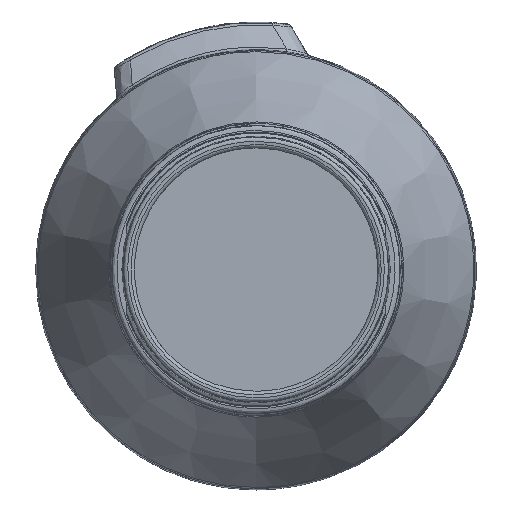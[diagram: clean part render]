
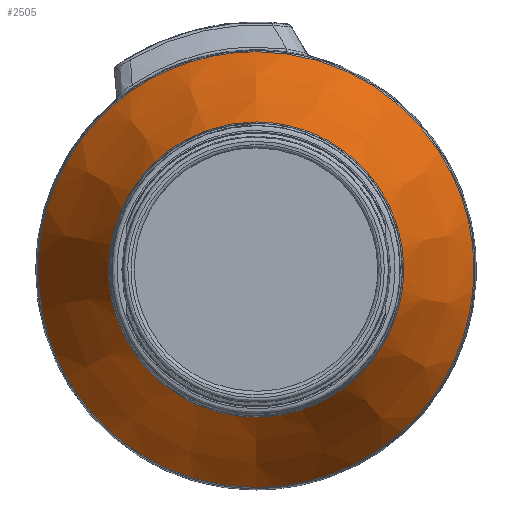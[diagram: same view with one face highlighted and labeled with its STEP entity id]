
A CAD part, front view. The second image highlights one B-rep face of the part: STEP entity #2505.
In plain terms, the highlighted conical face has half-angle 25.998 degrees and reference radius 42.893 mm.
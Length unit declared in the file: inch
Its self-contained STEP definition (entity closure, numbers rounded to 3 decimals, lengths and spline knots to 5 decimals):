
#277=FACE_OUTER_BOUND('',#449,.T.);
#449=EDGE_LOOP('',(#2032,#2033,#2034,#2035,#2036,#2037));
#746=B_SPLINE_CURVE_WITH_KNOTS('',3,(#10251,#10252,#10253,#10254,#10255,
#10256,#10257,#10258,#10259,#10260,#10261,#10262,#10263),.UNSPECIFIED.,
 .F.,.F.,(4,1,1,1,1,1,1,1,1,1,4),(0.,2.17042,4.34084,
5.78779,7.23473,8.68168,10.12863,11.57557,
13.02252,14.46946,15.19294),.UNSPECIFIED.);
#747=B_SPLINE_CURVE_WITH_KNOTS('',3,(#10264,#10265,#10266,#10267,#10268,
#10269,#10270,#10271,#10272,#10273,#10274,#10275,#10276),.UNSPECIFIED.,
 .F.,.F.,(4,1,1,1,1,1,1,1,1,1,4),(15.19294,15.91641,17.36336,
18.8103,20.25725,21.7042,23.15114,24.59809,
26.04504,28.21546,30.38588),.UNSPECIFIED.);
#748=B_SPLINE_CURVE_WITH_KNOTS('',3,(#10281,#10282,#10283,#10284,#10285,
#10286,#10287,#10288,#10289,#10290),.UNSPECIFIED.,.F.,.F.,(4,1,1,1,1,1,
1,4),(-23.27767,-21.61498,-19.95229,-17.73537,
-16.62691,-15.51845,-13.30152,-11.63883),
 .UNSPECIFIED.);
#749=B_SPLINE_CURVE_WITH_KNOTS('',3,(#10291,#10292,#10293,#10294,#10295,
#10296,#10297,#10298,#10299,#10300,#10301),.UNSPECIFIED.,.F.,.F.,(4,1,1,
1,1,1,1,1,4),(-11.63883,-11.0846,-9.97614,-8.86768,
-6.65076,-4.98807,-3.32538,-1.66269,
0.),.UNSPECIFIED.);
#909=LINE('',#10279,#920);
#920=VECTOR('',#2693,1.68872);
#1089=VERTEX_POINT('',#10245);
#1090=VERTEX_POINT('',#10250);
#1091=VERTEX_POINT('',#10278);
#1092=VERTEX_POINT('',#10280);
#1432=EDGE_CURVE('',#1089,#1090,#746,.T.);
#1433=EDGE_CURVE('',#1090,#1089,#747,.T.);
#1434=EDGE_CURVE('',#1090,#1091,#909,.T.);
#1435=EDGE_CURVE('',#1092,#1091,#748,.T.);
#1436=EDGE_CURVE('',#1091,#1092,#749,.T.);
#2032=ORIENTED_EDGE('',*,*,#1432,.F.);
#2033=ORIENTED_EDGE('',*,*,#1433,.F.);
#2034=ORIENTED_EDGE('',*,*,#1434,.T.);
#2035=ORIENTED_EDGE('',*,*,#1435,.F.);
#2036=ORIENTED_EDGE('',*,*,#1436,.F.);
#2037=ORIENTED_EDGE('',*,*,#1434,.F.);
#2414=CONICAL_SURFACE('',#2616,1.68872,0.454);
#2505=ADVANCED_FACE('',(#277),#2414,.T.);
#2616=AXIS2_PLACEMENT_3D('',#10277,#2691,#2692);
#2691=DIRECTION('center_axis',(0.,1.,0.));
#2692=DIRECTION('ref_axis',(0.,0.,1.));
#2693=DIRECTION('',(0.,-0.899,0.438));
#10245=CARTESIAN_POINT('',(0.,3.95373,2.01319));
#10250=CARTESIAN_POINT('',(0.,3.95373,-2.01317));
#10251=CARTESIAN_POINT('Ctrl Pts',(0.,3.95373,
2.01319));
#10252=CARTESIAN_POINT('Ctrl Pts',(0.30117,3.95373,2.01319));
#10253=CARTESIAN_POINT('Ctrl Pts',(0.90344,3.95373,1.87598));
#10254=CARTESIAN_POINT('Ctrl Pts',(1.54711,3.95373,1.36218));
#10255=CARTESIAN_POINT('Ctrl Pts',(1.90215,3.95373,0.7465));
#10256=CARTESIAN_POINT('Ctrl Pts',(2.03778,3.95373,0.15274));
#10257=CARTESIAN_POINT('Ctrl Pts',(1.99224,3.95373,-0.45473));
#10258=CARTESIAN_POINT('Ctrl Pts',(1.76971,3.95373,-1.02173));
#10259=CARTESIAN_POINT('Ctrl Pts',(1.38991,3.95373,-1.49797));
#10260=CARTESIAN_POINT('Ctrl Pts',(0.88663,3.95373,-1.8411));
#10261=CARTESIAN_POINT('Ctrl Pts',(0.40157,3.95373,-1.99072));
#10262=CARTESIAN_POINT('Ctrl Pts',(0.10039,3.95373,-2.01317));
#10263=CARTESIAN_POINT('Ctrl Pts',(0.,3.95373,
-2.01317));
#10264=CARTESIAN_POINT('Ctrl Pts',(0.,3.95373,
-2.01317));
#10265=CARTESIAN_POINT('Ctrl Pts',(-0.10039,3.95373,
-2.01317));
#10266=CARTESIAN_POINT('Ctrl Pts',(-0.40157,3.95373,
-1.99073));
#10267=CARTESIAN_POINT('Ctrl Pts',(-0.88664,3.95373,
-1.84112));
#10268=CARTESIAN_POINT('Ctrl Pts',(-1.38991,3.95373,-1.49797));
#10269=CARTESIAN_POINT('Ctrl Pts',(-1.76971,3.95373,-1.02173));
#10270=CARTESIAN_POINT('Ctrl Pts',(-1.99221,3.95373,-0.45473));
#10271=CARTESIAN_POINT('Ctrl Pts',(-2.03782,3.95373,0.15275));
#10272=CARTESIAN_POINT('Ctrl Pts',(-1.90213,3.95373,0.7465));
#10273=CARTESIAN_POINT('Ctrl Pts',(-1.54712,3.95373,1.36218));
#10274=CARTESIAN_POINT('Ctrl Pts',(-0.90343,3.95373,
1.87598));
#10275=CARTESIAN_POINT('Ctrl Pts',(-0.30117,3.95373,
2.01319));
#10276=CARTESIAN_POINT('Ctrl Pts',(0.,3.95373,
2.01319));
#10277=CARTESIAN_POINT('Origin',(0.,3.28839,0.));
#10278=CARTESIAN_POINT('',(0.00008,2.62304,-1.36416));
#10279=CARTESIAN_POINT('',(0.,3.28839,-1.68872));
#10280=CARTESIAN_POINT('',(0.,2.62304,1.36424));
#10281=CARTESIAN_POINT('Ctrl Pts',(0.,2.62304,
1.36424));
#10282=CARTESIAN_POINT('Ctrl Pts',(-0.20409,2.62304,
1.36424));
#10283=CARTESIAN_POINT('Ctrl Pts',(-0.61178,2.62304,
1.27106));
#10284=CARTESIAN_POINT('Ctrl Pts',(-1.15835,2.62304,0.83642));
#10285=CARTESIAN_POINT('Ctrl Pts',(-1.39226,2.62304,0.24094));
#10286=CARTESIAN_POINT('Ctrl Pts',(-1.34949,2.62304,-0.3081));
#10287=CARTESIAN_POINT('Ctrl Pts',(-1.14989,2.62304,-0.82086));
#10288=CARTESIAN_POINT('Ctrl Pts',(-0.68066,2.62304,
-1.2567));
#10289=CARTESIAN_POINT('Ctrl Pts',(-0.20403,2.62304,-1.36381));
#10290=CARTESIAN_POINT('Ctrl Pts',(0.00008,2.62304,
-1.36416));
#10291=CARTESIAN_POINT('Ctrl Pts',(0.00008,2.62304,
-1.36416));
#10292=CARTESIAN_POINT('Ctrl Pts',(0.06812,2.62304,
-1.36428));
#10293=CARTESIAN_POINT('Ctrl Pts',(0.27217,2.62304,-1.34945));
#10294=CARTESIAN_POINT('Ctrl Pts',(0.60051,2.62304,-1.24717));
#10295=CARTESIAN_POINT('Ctrl Pts',(1.05645,2.62304,-0.93831));
#10296=CARTESIAN_POINT('Ctrl Pts',(1.37614,2.62304,-0.3841));
#10297=CARTESIAN_POINT('Ctrl Pts',(1.37523,2.62304,0.31411));
#10298=CARTESIAN_POINT('Ctrl Pts',(1.10328,2.62304,0.87959));
#10299=CARTESIAN_POINT('Ctrl Pts',(0.61203,2.62304,1.27124));
#10300=CARTESIAN_POINT('Ctrl Pts',(0.20409,2.62304,1.36424));
#10301=CARTESIAN_POINT('Ctrl Pts',(0.,2.62304,
1.36424));
